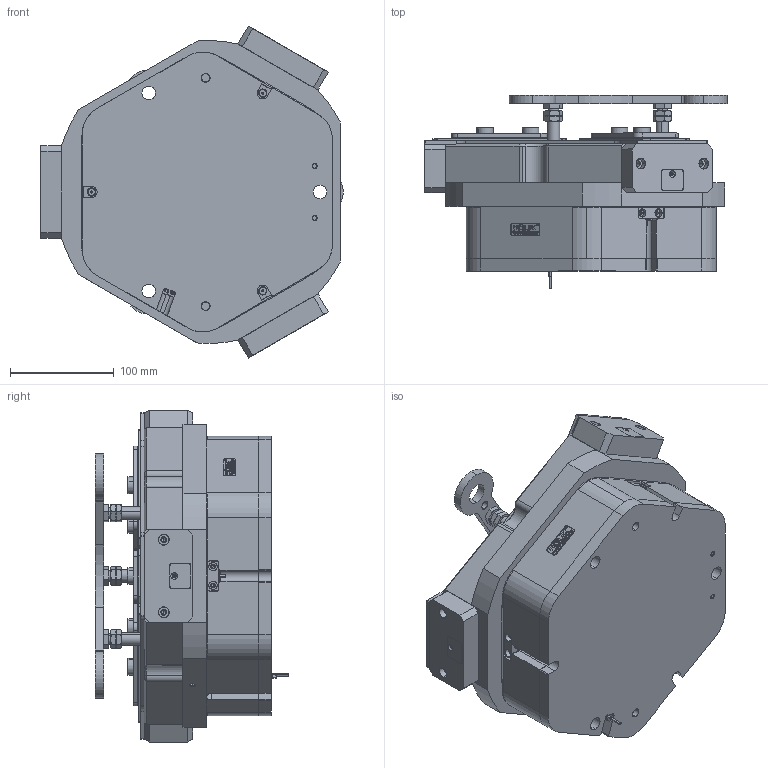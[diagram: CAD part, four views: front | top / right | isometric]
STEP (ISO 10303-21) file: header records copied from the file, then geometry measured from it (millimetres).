
FILE_DESCRIPTION (( 'STEP AP203' ), '1' );
FILE_NAME ('FZ185-292-S-C51-P.STEP', '2024-12-20T08:06:37', ( 'USER-' ), ( 'Microsoft' ), 'SwSTEP 2.0', 'SolidWorks 2018', '' );
FILE_SCHEMA (( 'CONFIG_CONTROL_DESIGN' ));
Length unit declared in the file: millimetre
Products named in the file (21): M8-30諉輪羲壽; TZT185-292-S; TR300-15-1晚假蚾輸; 32x12-R2; TZT185-292-S-14 忒硌薊啣; 昹親棠覜羲壽; M10牉挴蹟譫尨砩; 湮酴; FZ185-292-S-C51-P; C51; 芢裝; TZT185-292-M-15 耜猾苤裔; 芢啣; FZ185-292-S-P; TZT185-292-S-13 痄雄結啣; TZT185-292-S-02 賑輸; TZT185-292-M-12 耜猾极; TZT185-292-M-01 褲极; TZT185-292-M-05 菁裔啣; TZT185-292-M-11 奻葡裔啣; ﾏ擎ﾗ16｡ﾁ12｡ﾁ16
Assembly tree (54 placements, depth 4):
  FZ185-292-S-C51-P
    FZ185-292-S-P
      TZT185-292-S
        TZT185-292-M-01 褲极
        TZT185-292-S-02 賑輸  x3
        TR300-15-1晚假蚾輸  x3
        湮酴  x3
        TZT185-292-M-05 菁裔啣
        32x12-R2
        M8-30諉輪羲壽  x3
        昹親棠覜羲壽  x2
      TZT185-292-M-11 奻葡裔啣
      TZT185-292-M-12 耜猾极  x3
      TZT185-292-S-13 痄雄結啣  x3
      TZT185-292-S-14 忒硌薊啣  x3
      TZT185-292-M-15 耜猾苤裔  x3
      昹親棠覜羲壽  x2
      ﾏ擎ﾗ16｡ﾁ12｡ﾁ16  x6
    C51
      芢啣
      M10牉挴蹟譫尨砩  x9
      芢裝  x3
Bounding box: 291.5 x 186.37 x 319.9 mm (x, y, z)
Volume: 6659463.4 mm3; surface area: 752690.9 mm2
Topology: 51 solids, 51 shells, 2507 faces, 6415 edges, 4081 vertices
Faces by surface type: plane 1197, cylinder 783, cone 349, bspline 166, torus 12
Entity records: 56816 total; most frequent: CARTESIAN_POINT 15527, ORIENTED_EDGE 8074, DIRECTION 7651, EDGE_CURVE 4037, VERTEX_POINT 2605, LINE 2567, VECTOR 2567, AXIS2_PLACEMENT_3D 2542
